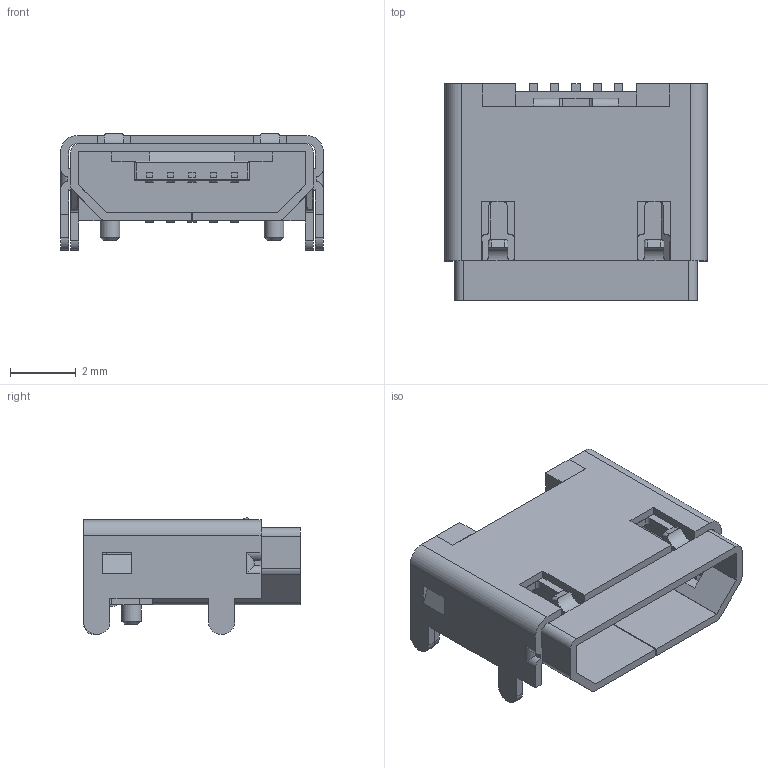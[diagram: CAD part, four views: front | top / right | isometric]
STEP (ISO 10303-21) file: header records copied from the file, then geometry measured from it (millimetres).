
FILE_DESCRIPTION( ( 'Unknown' ), '1' );
FILE_NAME( '629105150521.stp', 'Unknown', ( 'Quentin LAIDEBEUR' ), ( 'WE' ), 'PSStep 15.0.49', 'Sample-box', ' ' );
FILE_SCHEMA( ( 'AUTOMOTIVE_DESIGN { 1 0 10303 214 1 1 1 1 }' ) );
Length unit declared in the file: millimetre
Products named in the file (6): Assem1; 629105150521; 629105150521_Pin; 629105150521_PinMasse; 629105150521_Shielding; 629105150521_ShieldingCover
Assembly tree (8 placements, depth 2):
  Assem1
    629105150521
    629105150521_Pin  x4
    629105150521_PinMasse
    629105150521_Shielding
    629105150521_ShieldingCover
Bounding box: 8 x 6.6 x 3.56 mm (x, y, z)
Volume: 74.6 mm3; surface area: 510.2 mm2
Topology: 8 solids, 8 shells, 526 faces, 1546 edges, 1019 vertices
Faces by surface type: plane 360, cylinder 134, bspline 22, torus 8, cone 2
Full cylindrical faces by diameter (mm): 0.6 x2
Entity records: 20006 total; most frequent: CARTESIAN_POINT 3368, ORIENTED_EDGE 2776, DIRECTION 2538, EDGE_CURVE 1388, LINE 1094, VECTOR 1094, VERTEX_POINT 916, AXIS2_PLACEMENT_3D 722
